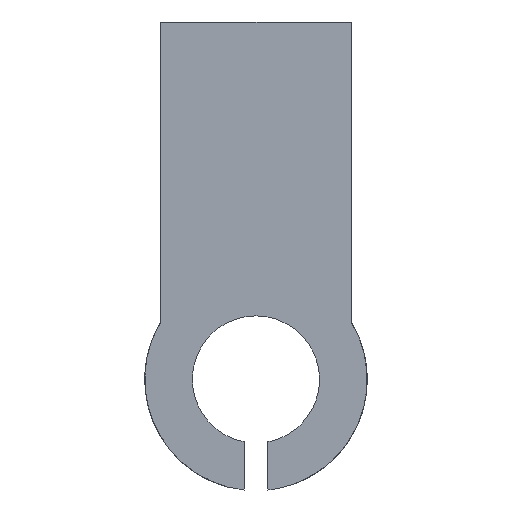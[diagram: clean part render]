
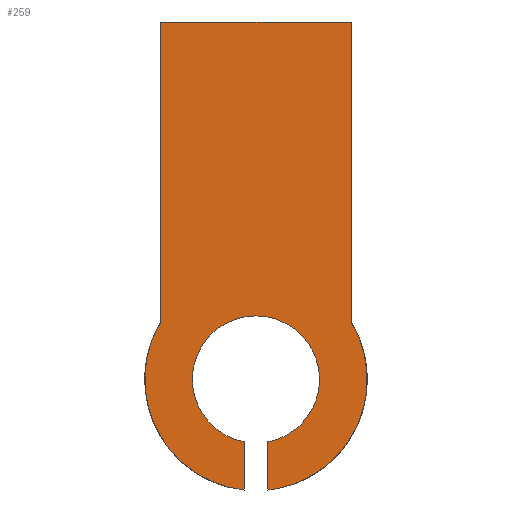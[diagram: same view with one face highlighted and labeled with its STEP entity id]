
A CAD part, front view. The second image highlights one B-rep face of the part: STEP entity #259.
In plain terms, the highlighted free-form (B-spline) face has degree [1, 1] with [2, 2] control points.
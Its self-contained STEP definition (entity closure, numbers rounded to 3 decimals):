
#22 = VERTEX_POINT('',#23);
#23 = CARTESIAN_POINT('',(3.696,-34.493,-19.361
    ));
#41 = VERTEX_POINT('',#42);
#42 = CARTESIAN_POINT('',(0.,-34.493,19.711));
#47 = EDGE_CURVE('',#41,#22,#48,.T.);
#48 = ( BOUNDED_CURVE() B_SPLINE_CURVE(2,(#49,#50,#51,#52,#53),
.UNSPECIFIED.,.F.,.F.) B_SPLINE_CURVE_WITH_KNOTS((3,2,3),(0.,
1.476,2.953),.PIECEWISE_BEZIER_KNOTS.) CURVE() 
GEOMETRIC_REPRESENTATION_ITEM() RATIONAL_B_SPLINE_CURVE((1.,
0.74,1.,0.74,1.)) REPRESENTATION_ITEM('') );
#49 = CARTESIAN_POINT('',(0.,-34.493,19.711));
#50 = CARTESIAN_POINT('',(17.934,-34.493,
    19.711));
#51 = CARTESIAN_POINT('',(19.623,-34.493,1.856
    ));
#52 = CARTESIAN_POINT('',(21.312,-34.493,
    -15.998));
#53 = CARTESIAN_POINT('',(3.696,-34.493,-19.361
    ));
#97 = VERTEX_POINT('',#98);
#98 = CARTESIAN_POINT('',(-3.696,-34.493,
    -34.295));
#103 = EDGE_CURVE('',#97,#104,#106,.T.);
#104 = VERTEX_POINT('',#105);
#105 = CARTESIAN_POINT('',(-29.566,-34.493,
    17.767));
#106 = ( BOUNDED_CURVE() B_SPLINE_CURVE(2,(#107,#108,#109),
.UNSPECIFIED.,.F.,.F.) B_SPLINE_CURVE_WITH_KNOTS((3,3),(3.249,
5.253),.PIECEWISE_BEZIER_KNOTS.) CURVE() 
GEOMETRIC_REPRESENTATION_ITEM() RATIONAL_B_SPLINE_CURVE((1.,
0.538,1.)) REPRESENTATION_ITEM('') );
#107 = CARTESIAN_POINT('',(-3.696,-34.493,
    -34.295));
#108 = CARTESIAN_POINT('',(-57.375,-34.493,
    -28.51));
#109 = CARTESIAN_POINT('',(-29.566,-34.493,
    17.767));
#140 = VERTEX_POINT('',#141);
#141 = CARTESIAN_POINT('',(29.566,-34.493,
    17.767));
#146 = EDGE_CURVE('',#140,#147,#149,.T.);
#147 = VERTEX_POINT('',#148);
#148 = CARTESIAN_POINT('',(3.696,-34.493,
    -34.295));
#149 = ( BOUNDED_CURVE() B_SPLINE_CURVE(2,(#150,#151,#152),
.UNSPECIFIED.,.F.,.F.) B_SPLINE_CURVE_WITH_KNOTS((3,3),(1.03,
3.034),.PIECEWISE_BEZIER_KNOTS.) CURVE() 
GEOMETRIC_REPRESENTATION_ITEM() RATIONAL_B_SPLINE_CURVE((1.,
0.538,1.)) REPRESENTATION_ITEM('') );
#150 = CARTESIAN_POINT('',(29.566,-34.493,
    17.767));
#151 = CARTESIAN_POINT('',(57.375,-34.493,
    -28.51));
#152 = CARTESIAN_POINT('',(3.696,-34.493,
    -34.295));
#194 = VERTEX_POINT('',#195);
#195 = CARTESIAN_POINT('',(-3.696,-34.493,
    -19.361));
#200 = EDGE_CURVE('',#194,#41,#201,.T.);
#201 = ( BOUNDED_CURVE() B_SPLINE_CURVE(2,(#202,#203,#204,#205,#206),
.UNSPECIFIED.,.F.,.F.) B_SPLINE_CURVE_WITH_KNOTS((3,2,3),(3.33
,4.807,6.283),.PIECEWISE_BEZIER_KNOTS.) CURVE() 
GEOMETRIC_REPRESENTATION_ITEM() RATIONAL_B_SPLINE_CURVE((1.,
0.74,1.,0.74,1.)) REPRESENTATION_ITEM('') );
#202 = CARTESIAN_POINT('',(-3.696,-34.493,
    -19.361));
#203 = CARTESIAN_POINT('',(-21.312,-34.493,
    -15.998));
#204 = CARTESIAN_POINT('',(-19.623,-34.493,
    1.856));
#205 = CARTESIAN_POINT('',(-17.934,-34.493,
    19.711));
#206 = CARTESIAN_POINT('',(0.,-34.493,
    19.711));
#229 = EDGE_CURVE('',#147,#22,#230,.T.);
#230 = B_SPLINE_CURVE_WITH_KNOTS('',1,(#231,#232),.UNSPECIFIED.,.F.,.F.,
  (2,2),(-27.839,-15.716),.PIECEWISE_BEZIER_KNOTS.);
#231 = CARTESIAN_POINT('',(3.696,-34.493,
    -34.295));
#232 = CARTESIAN_POINT('',(3.696,-34.493,
    -19.361));
#249 = EDGE_CURVE('',#97,#194,#250,.T.);
#250 = B_SPLINE_CURVE_WITH_KNOTS('',1,(#251,#252),.UNSPECIFIED.,.F.,.F.,
  (2,2),(-27.839,-15.716),.PIECEWISE_BEZIER_KNOTS.);
#251 = CARTESIAN_POINT('',(-3.696,-34.493,
    -34.295));
#252 = CARTESIAN_POINT('',(-3.696,-34.493,
    -19.361));
#259 = ADVANCED_FACE('',(#260),#287,.F.);
#260 = FACE_BOUND('',#261,.T.);
#261 = EDGE_LOOP('',(#262,#263,#264,#265,#266,#273,#280,#285,#286));
#262 = ORIENTED_EDGE('',*,*,#200,.T.);
#263 = ORIENTED_EDGE('',*,*,#47,.T.);
#264 = ORIENTED_EDGE('',*,*,#229,.F.);
#265 = ORIENTED_EDGE('',*,*,#146,.F.);
#266 = ORIENTED_EDGE('',*,*,#267,.F.);
#267 = EDGE_CURVE('',#268,#140,#270,.T.);
#268 = VERTEX_POINT('',#269);
#269 = CARTESIAN_POINT('',(29.566,-34.493,
    110.872));
#270 = B_SPLINE_CURVE_WITH_KNOTS('',1,(#271,#272),.UNSPECIFIED.,.F.,.F.,
  (2,2),(-90.,-14.422),.PIECEWISE_BEZIER_KNOTS.);
#271 = CARTESIAN_POINT('',(29.566,-34.493,
    110.872));
#272 = CARTESIAN_POINT('',(29.566,-34.493,
    17.767));
#273 = ORIENTED_EDGE('',*,*,#274,.F.);
#274 = EDGE_CURVE('',#275,#268,#277,.T.);
#275 = VERTEX_POINT('',#276);
#276 = CARTESIAN_POINT('',(-29.566,-34.493,
    110.872));
#277 = B_SPLINE_CURVE_WITH_KNOTS('',1,(#278,#279),.UNSPECIFIED.,.F.,.F.,
  (2,2),(-24.,24.),.PIECEWISE_BEZIER_KNOTS.);
#278 = CARTESIAN_POINT('',(-29.566,-34.493,
    110.872));
#279 = CARTESIAN_POINT('',(29.566,-34.493,
    110.872));
#280 = ORIENTED_EDGE('',*,*,#281,.T.);
#281 = EDGE_CURVE('',#275,#104,#282,.T.);
#282 = B_SPLINE_CURVE_WITH_KNOTS('',1,(#283,#284),.UNSPECIFIED.,.F.,.F.,
  (2,2),(-90.,-14.422),.PIECEWISE_BEZIER_KNOTS.);
#283 = CARTESIAN_POINT('',(-29.566,-34.493,
    110.872));
#284 = CARTESIAN_POINT('',(-29.566,-34.493,
    17.767));
#285 = ORIENTED_EDGE('',*,*,#103,.F.);
#286 = ORIENTED_EDGE('',*,*,#249,.T.);
#287 = B_SPLINE_SURFACE_WITH_KNOTS('',1,1,(
    (#288,#289)
    ,(#290,#291
    )),.UNSPECIFIED.,.F.,.F.,.F.,(2,2),(2,2),(-27.839,90.),(-28.
    ,28.),.PIECEWISE_BEZIER_KNOTS.);
#288 = CARTESIAN_POINT('',(-34.493,-34.493,
    -34.295));
#289 = CARTESIAN_POINT('',(34.493,-34.493,
    -34.295));
#290 = CARTESIAN_POINT('',(-34.493,-34.493,
    110.872));
#291 = CARTESIAN_POINT('',(34.493,-34.493,
    110.872));
